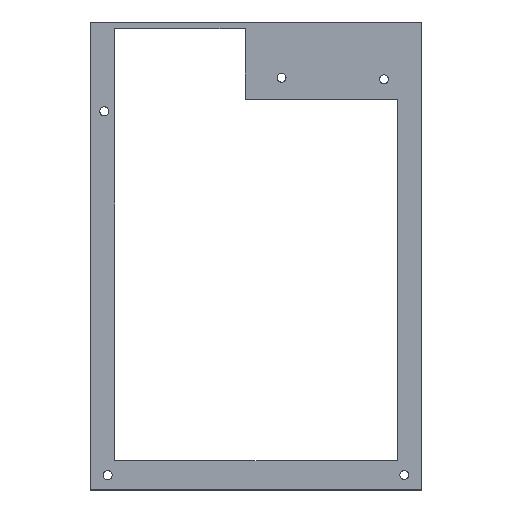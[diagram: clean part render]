
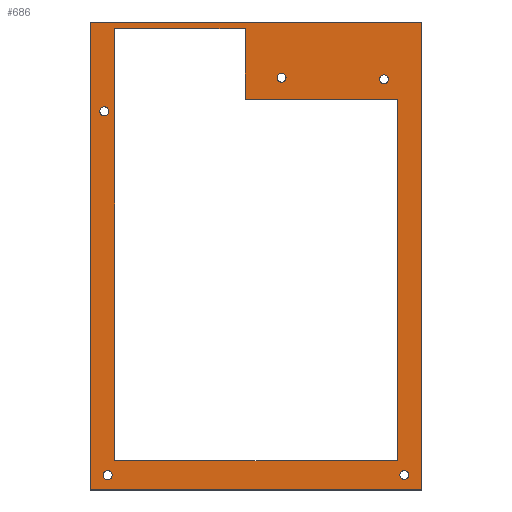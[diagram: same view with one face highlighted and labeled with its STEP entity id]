
A CAD part, top view. The second image highlights one B-rep face of the part: STEP entity #686.
In plain terms, the highlighted planar face has unit normal (0, 0, 1).
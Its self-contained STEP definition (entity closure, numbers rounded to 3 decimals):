
#15=FACE_BOUND('',#120,.T.);
#16=FACE_BOUND('',#121,.T.);
#17=FACE_BOUND('',#122,.T.);
#18=FACE_BOUND('',#123,.T.);
#19=FACE_BOUND('',#124,.T.);
#20=FACE_BOUND('',#125,.T.);
#53=PLANE('',#743);
#86=FACE_OUTER_BOUND('',#119,.T.);
#119=EDGE_LOOP('',(#588,#589,#590,#591));
#120=EDGE_LOOP('',(#592));
#121=EDGE_LOOP('',(#593));
#122=EDGE_LOOP('',(#594));
#123=EDGE_LOOP('',(#595));
#124=EDGE_LOOP('',(#596,#597,#598,#599,#600,#601,#602,#603,#604,#605,#606,
#607,#608,#609,#610,#611,#612,#613,#614,#615,#616,#617));
#125=EDGE_LOOP('',(#618));
#136=LINE('',#930,#219);
#139=LINE('',#936,#222);
#142=LINE('',#942,#225);
#145=LINE('',#948,#228);
#148=LINE('',#954,#231);
#151=LINE('',#960,#234);
#154=LINE('',#966,#237);
#157=LINE('',#972,#240);
#160=LINE('',#978,#243);
#163=LINE('',#984,#246);
#166=LINE('',#990,#249);
#169=LINE('',#996,#252);
#172=LINE('',#1002,#255);
#175=LINE('',#1008,#258);
#178=LINE('',#1014,#261);
#181=LINE('',#1020,#264);
#184=LINE('',#1026,#267);
#187=LINE('',#1032,#270);
#190=LINE('',#1038,#273);
#193=LINE('',#1044,#276);
#196=LINE('',#1050,#279);
#199=LINE('',#1054,#282);
#206=LINE('',#1086,#289);
#209=LINE('',#1092,#292);
#212=LINE('',#1098,#295);
#215=LINE('',#1102,#298);
#219=VECTOR('',#758,10.);
#222=VECTOR('',#763,10.);
#225=VECTOR('',#768,10.);
#228=VECTOR('',#773,10.);
#231=VECTOR('',#778,10.);
#234=VECTOR('',#783,10.);
#237=VECTOR('',#788,10.);
#240=VECTOR('',#793,10.);
#243=VECTOR('',#798,10.);
#246=VECTOR('',#803,10.);
#249=VECTOR('',#808,10.);
#252=VECTOR('',#813,10.);
#255=VECTOR('',#818,10.);
#258=VECTOR('',#823,10.);
#261=VECTOR('',#828,10.);
#264=VECTOR('',#833,10.);
#267=VECTOR('',#838,10.);
#270=VECTOR('',#843,10.);
#273=VECTOR('',#848,10.);
#276=VECTOR('',#853,10.);
#279=VECTOR('',#858,10.);
#282=VECTOR('',#863,10.);
#289=VECTOR('',#896,10.);
#292=VECTOR('',#901,10.);
#295=VECTOR('',#906,10.);
#298=VECTOR('',#911,10.);
#299=CIRCLE('',#703,1.15);
#301=CIRCLE('',#728,1.15);
#303=CIRCLE('',#731,1.15);
#305=CIRCLE('',#734,1.15);
#307=CIRCLE('',#737,1.15);
#309=VERTEX_POINT('',#918);
#313=VERTEX_POINT('',#927);
#314=VERTEX_POINT('',#929);
#316=VERTEX_POINT('',#935);
#318=VERTEX_POINT('',#941);
#320=VERTEX_POINT('',#947);
#322=VERTEX_POINT('',#953);
#324=VERTEX_POINT('',#959);
#326=VERTEX_POINT('',#965);
#328=VERTEX_POINT('',#971);
#330=VERTEX_POINT('',#977);
#332=VERTEX_POINT('',#983);
#334=VERTEX_POINT('',#989);
#336=VERTEX_POINT('',#995);
#338=VERTEX_POINT('',#1001);
#340=VERTEX_POINT('',#1007);
#342=VERTEX_POINT('',#1013);
#344=VERTEX_POINT('',#1019);
#346=VERTEX_POINT('',#1025);
#348=VERTEX_POINT('',#1031);
#350=VERTEX_POINT('',#1037);
#352=VERTEX_POINT('',#1043);
#354=VERTEX_POINT('',#1049);
#355=VERTEX_POINT('',#1056);
#357=VERTEX_POINT('',#1062);
#359=VERTEX_POINT('',#1068);
#361=VERTEX_POINT('',#1074);
#365=VERTEX_POINT('',#1083);
#366=VERTEX_POINT('',#1085);
#368=VERTEX_POINT('',#1091);
#370=VERTEX_POINT('',#1097);
#371=EDGE_CURVE('',#309,#309,#299,.T.);
#376=EDGE_CURVE('',#314,#313,#136,.T.);
#379=EDGE_CURVE('',#316,#314,#139,.T.);
#382=EDGE_CURVE('',#318,#316,#142,.T.);
#385=EDGE_CURVE('',#320,#318,#145,.T.);
#388=EDGE_CURVE('',#322,#320,#148,.T.);
#391=EDGE_CURVE('',#324,#322,#151,.T.);
#394=EDGE_CURVE('',#326,#324,#154,.T.);
#397=EDGE_CURVE('',#328,#326,#157,.T.);
#400=EDGE_CURVE('',#330,#328,#160,.T.);
#403=EDGE_CURVE('',#332,#330,#163,.T.);
#406=EDGE_CURVE('',#334,#332,#166,.T.);
#409=EDGE_CURVE('',#336,#334,#169,.T.);
#412=EDGE_CURVE('',#338,#336,#172,.T.);
#415=EDGE_CURVE('',#340,#338,#175,.T.);
#418=EDGE_CURVE('',#342,#340,#178,.T.);
#421=EDGE_CURVE('',#344,#342,#181,.T.);
#424=EDGE_CURVE('',#346,#344,#184,.T.);
#427=EDGE_CURVE('',#348,#346,#187,.T.);
#430=EDGE_CURVE('',#350,#348,#190,.T.);
#433=EDGE_CURVE('',#352,#350,#193,.T.);
#436=EDGE_CURVE('',#354,#352,#196,.T.);
#439=EDGE_CURVE('',#313,#354,#199,.T.);
#440=EDGE_CURVE('',#355,#355,#301,.T.);
#443=EDGE_CURVE('',#357,#357,#303,.T.);
#446=EDGE_CURVE('',#359,#359,#305,.T.);
#449=EDGE_CURVE('',#361,#361,#307,.T.);
#454=EDGE_CURVE('',#366,#365,#206,.T.);
#457=EDGE_CURVE('',#368,#366,#209,.T.);
#460=EDGE_CURVE('',#370,#368,#212,.T.);
#463=EDGE_CURVE('',#365,#370,#215,.T.);
#588=ORIENTED_EDGE('',*,*,#463,.T.);
#589=ORIENTED_EDGE('',*,*,#460,.T.);
#590=ORIENTED_EDGE('',*,*,#457,.T.);
#591=ORIENTED_EDGE('',*,*,#454,.T.);
#592=ORIENTED_EDGE('',*,*,#449,.T.);
#593=ORIENTED_EDGE('',*,*,#446,.T.);
#594=ORIENTED_EDGE('',*,*,#443,.T.);
#595=ORIENTED_EDGE('',*,*,#440,.T.);
#596=ORIENTED_EDGE('',*,*,#439,.T.);
#597=ORIENTED_EDGE('',*,*,#436,.T.);
#598=ORIENTED_EDGE('',*,*,#433,.T.);
#599=ORIENTED_EDGE('',*,*,#430,.T.);
#600=ORIENTED_EDGE('',*,*,#427,.T.);
#601=ORIENTED_EDGE('',*,*,#424,.T.);
#602=ORIENTED_EDGE('',*,*,#421,.T.);
#603=ORIENTED_EDGE('',*,*,#418,.T.);
#604=ORIENTED_EDGE('',*,*,#415,.T.);
#605=ORIENTED_EDGE('',*,*,#412,.T.);
#606=ORIENTED_EDGE('',*,*,#409,.T.);
#607=ORIENTED_EDGE('',*,*,#406,.T.);
#608=ORIENTED_EDGE('',*,*,#403,.T.);
#609=ORIENTED_EDGE('',*,*,#400,.T.);
#610=ORIENTED_EDGE('',*,*,#397,.T.);
#611=ORIENTED_EDGE('',*,*,#394,.T.);
#612=ORIENTED_EDGE('',*,*,#391,.T.);
#613=ORIENTED_EDGE('',*,*,#388,.T.);
#614=ORIENTED_EDGE('',*,*,#385,.T.);
#615=ORIENTED_EDGE('',*,*,#382,.T.);
#616=ORIENTED_EDGE('',*,*,#379,.T.);
#617=ORIENTED_EDGE('',*,*,#376,.T.);
#618=ORIENTED_EDGE('',*,*,#371,.T.);
#686=ADVANCED_FACE('',(#86,#15,#16,#17,#18,#19,#20),#53,.T.);
#703=AXIS2_PLACEMENT_3D('',#919,#749,#750);
#728=AXIS2_PLACEMENT_3D('',#1057,#866,#867);
#731=AXIS2_PLACEMENT_3D('',#1063,#873,#874);
#734=AXIS2_PLACEMENT_3D('',#1069,#880,#881);
#737=AXIS2_PLACEMENT_3D('',#1075,#887,#888);
#743=AXIS2_PLACEMENT_3D('',#1103,#912,#913);
#749=DIRECTION('center_axis',(0.,0.,-1.));
#750=DIRECTION('ref_axis',(1.,0.,0.));
#758=DIRECTION('',(0.,-1.,0.));
#763=DIRECTION('',(-1.,0.,0.));
#768=DIRECTION('',(0.,1.,0.));
#773=DIRECTION('',(-1.,0.,0.));
#778=DIRECTION('',(0.,-1.,0.));
#783=DIRECTION('',(-1.,0.,0.));
#788=DIRECTION('',(0.,1.,0.));
#793=DIRECTION('',(-1.,0.,0.));
#798=DIRECTION('',(0.,-1.,0.));
#803=DIRECTION('',(-1.,0.,0.));
#808=DIRECTION('',(0.,-1.,0.));
#813=DIRECTION('',(1.,0.,0.));
#818=DIRECTION('',(0.,-1.,0.));
#823=DIRECTION('',(1.,0.,0.));
#828=DIRECTION('',(0.,1.,0.));
#833=DIRECTION('',(-1.,0.,0.));
#838=DIRECTION('',(0.,1.,0.));
#843=DIRECTION('',(-1.,0.,0.));
#848=DIRECTION('',(0.,-1.,0.));
#853=DIRECTION('',(-1.,0.,0.));
#858=DIRECTION('',(0.,1.,0.));
#863=DIRECTION('',(-1.,0.,0.));
#866=DIRECTION('center_axis',(0.,0.,-1.));
#867=DIRECTION('ref_axis',(1.,0.,0.));
#873=DIRECTION('center_axis',(0.,0.,-1.));
#874=DIRECTION('ref_axis',(1.,0.,0.));
#880=DIRECTION('center_axis',(0.,0.,-1.));
#881=DIRECTION('ref_axis',(1.,0.,0.));
#887=DIRECTION('center_axis',(0.,0.,-1.));
#888=DIRECTION('ref_axis',(1.,0.,0.));
#896=DIRECTION('',(1.,0.,0.));
#901=DIRECTION('',(0.,-1.,0.));
#906=DIRECTION('',(-1.,0.,0.));
#911=DIRECTION('',(0.,1.,0.));
#912=DIRECTION('center_axis',(0.,0.,1.));
#913=DIRECTION('ref_axis',(1.,0.,0.));
#918=CARTESIAN_POINT('',(9.982,-116.225,2.));
#919=CARTESIAN_POINT('Origin',(11.132,-116.225,2.));
#927=CARTESIAN_POINT('',(46.583,-112.476,2.));
#929=CARTESIAN_POINT('',(46.583,-112.476,2.));
#930=CARTESIAN_POINT('',(46.583,-112.476,2.));
#935=CARTESIAN_POINT('',(51.782,-112.476,2.));
#936=CARTESIAN_POINT('',(12.9,-112.476,2.));
#941=CARTESIAN_POINT('',(51.782,-112.476,2.));
#942=CARTESIAN_POINT('',(51.782,-111.475,2.));
#947=CARTESIAN_POINT('',(65.633,-112.476,2.));
#948=CARTESIAN_POINT('',(51.782,-112.476,2.));
#953=CARTESIAN_POINT('',(65.633,-112.476,2.));
#954=CARTESIAN_POINT('',(65.633,-112.476,2.));
#959=CARTESIAN_POINT('',(70.832,-112.476,2.));
#960=CARTESIAN_POINT('',(12.9,-112.476,2.));
#965=CARTESIAN_POINT('',(70.832,-112.476,2.));
#966=CARTESIAN_POINT('',(70.832,-111.475,2.));
#971=CARTESIAN_POINT('',(84.683,-112.476,2.));
#972=CARTESIAN_POINT('',(70.832,-112.476,2.));
#977=CARTESIAN_POINT('',(84.683,-112.476,2.));
#978=CARTESIAN_POINT('',(84.683,-112.476,2.));
#983=CARTESIAN_POINT('',(85.482,-112.476,2.));
#984=CARTESIAN_POINT('',(12.9,-112.476,2.));
#989=CARTESIAN_POINT('',(85.482,-19.825,2.));
#990=CARTESIAN_POINT('',(85.482,-112.476,2.));
#995=CARTESIAN_POINT('',(46.393,-19.825,2.));
#996=CARTESIAN_POINT('',(30.107,-19.825,2.));
#1001=CARTESIAN_POINT('',(46.393,-1.725,2.));
#1002=CARTESIAN_POINT('',(46.393,-0.025,2.));
#1007=CARTESIAN_POINT('',(12.9,-1.725,2.));
#1008=CARTESIAN_POINT('',(6.682,-1.725,2.));
#1013=CARTESIAN_POINT('',(12.9,-112.476,2.));
#1014=CARTESIAN_POINT('',(12.9,-112.476,2.));
#1019=CARTESIAN_POINT('',(13.682,-112.476,2.));
#1020=CARTESIAN_POINT('',(12.9,-112.476,2.));
#1025=CARTESIAN_POINT('',(13.682,-112.476,2.));
#1026=CARTESIAN_POINT('',(13.682,-112.476,2.));
#1031=CARTESIAN_POINT('',(27.533,-112.476,2.));
#1032=CARTESIAN_POINT('',(13.682,-112.476,2.));
#1037=CARTESIAN_POINT('',(27.533,-112.476,2.));
#1038=CARTESIAN_POINT('',(27.533,-112.476,2.));
#1043=CARTESIAN_POINT('',(32.732,-112.476,2.));
#1044=CARTESIAN_POINT('',(12.9,-112.476,2.));
#1049=CARTESIAN_POINT('',(32.732,-112.476,2.));
#1050=CARTESIAN_POINT('',(32.732,-111.475,2.));
#1054=CARTESIAN_POINT('',(32.732,-112.476,2.));
#1056=CARTESIAN_POINT('',(9.117,-22.93,2.));
#1057=CARTESIAN_POINT('Origin',(10.267,-22.93,2.));
#1062=CARTESIAN_POINT('',(86.082,-116.175,2.));
#1063=CARTESIAN_POINT('Origin',(87.232,-116.175,2.));
#1068=CARTESIAN_POINT('',(80.882,-14.725,2.));
#1069=CARTESIAN_POINT('Origin',(82.032,-14.725,2.));
#1074=CARTESIAN_POINT('',(54.582,-14.325,2.));
#1075=CARTESIAN_POINT('Origin',(55.732,-14.325,2.));
#1083=CARTESIAN_POINT('',(91.682,-120.025,2.));
#1085=CARTESIAN_POINT('',(6.682,-120.025,2.));
#1086=CARTESIAN_POINT('',(91.682,-120.025,2.));
#1091=CARTESIAN_POINT('',(6.682,-0.025,2.));
#1092=CARTESIAN_POINT('',(6.682,-120.025,2.));
#1097=CARTESIAN_POINT('',(91.682,-0.025,2.));
#1098=CARTESIAN_POINT('',(6.682,-0.025,2.));
#1102=CARTESIAN_POINT('',(91.682,-0.025,2.));
#1103=CARTESIAN_POINT('Origin',(49.182,-60.025,2.));
